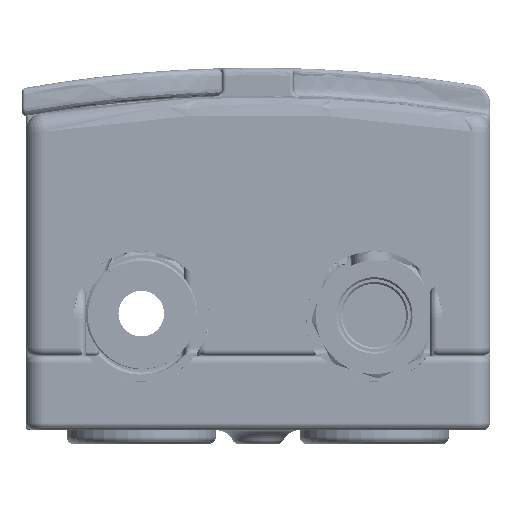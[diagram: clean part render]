
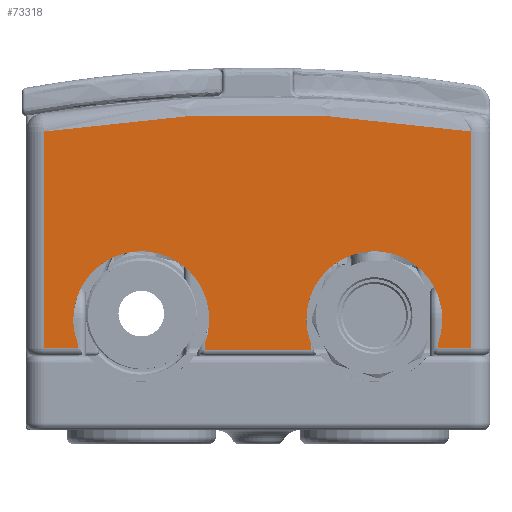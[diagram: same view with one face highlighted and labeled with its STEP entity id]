
A CAD part, left-side view. The second image highlights one B-rep face of the part: STEP entity #73318.
In plain terms, the highlighted face is planar.
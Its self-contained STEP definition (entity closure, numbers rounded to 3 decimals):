
#5687=B_SPLINE_CURVE_WITH_KNOTS('',3,(#140542,#140543,#140544,#140545,#140546,
#140547),.UNSPECIFIED.,.F.,.F.,(4,1,1,4),(-22.996,-16.426,
-9.855,0.),.UNSPECIFIED.);
#8132=CIRCLE('',#78596,36.5);
#8135=CIRCLE('',#78601,36.5);
#13912=FACE_OUTER_BOUND('',#18541,.T.);
#18541=EDGE_LOOP('',(#57922,#57923,#57924,#57925,#57926,#57927,#57928,#57929,
#57930,#57931,#57932,#57933));
#23295=LINE('',#135742,#27790);
#23350=LINE('',#137128,#27845);
#23351=LINE('',#137151,#27846);
#23352=LINE('',#137153,#27847);
#23361=LINE('',#137364,#27856);
#23362=LINE('',#137366,#27857);
#23386=LINE('',#137933,#27881);
#23458=LINE('',#139492,#27953);
#23526=LINE('',#141732,#28021);
#27790=VECTOR('',#90332,1000.);
#27845=VECTOR('',#90547,1000.);
#27846=VECTOR('',#90556,1000.);
#27847=VECTOR('',#90559,1000.);
#27856=VECTOR('',#90596,1000.);
#27857=VECTOR('',#90599,1000.);
#27881=VECTOR('',#90737,1000.);
#27953=VECTOR('',#91015,1000.);
#28021=VECTOR('',#91391,1000.);
#32909=VERTEX_POINT('',#134856);
#32911=VERTEX_POINT('',#134866);
#32937=VERTEX_POINT('',#135097);
#32939=VERTEX_POINT('',#135105);
#33003=VERTEX_POINT('',#135740);
#33110=VERTEX_POINT('',#137124);
#33111=VERTEX_POINT('',#137126);
#33119=VERTEX_POINT('',#137357);
#33122=VERTEX_POINT('',#137362);
#33147=VERTEX_POINT('',#137849);
#33257=VERTEX_POINT('',#139491);
#33267=VERTEX_POINT('',#139784);
#41188=EDGE_CURVE('',#32911,#32909,#8132,.T.);
#41216=EDGE_CURVE('',#32939,#32937,#8135,.T.);
#41299=EDGE_CURVE('',#33003,#32937,#23295,.T.);
#41449=EDGE_CURVE('',#33111,#33110,#23350,.T.);
#41453=EDGE_CURVE('',#32939,#33111,#23351,.T.);
#41454=EDGE_CURVE('',#33110,#32909,#23352,.T.);
#41472=EDGE_CURVE('',#33122,#33119,#23361,.T.);
#41473=EDGE_CURVE('',#32911,#33122,#23362,.T.);
#41544=EDGE_CURVE('',#33147,#33003,#23386,.T.);
#41701=EDGE_CURVE('',#33257,#33147,#23458,.T.);
#41800=EDGE_CURVE('',#33267,#33257,#5687,.T.);
#41896=EDGE_CURVE('',#33119,#33267,#23526,.T.);
#57922=ORIENTED_EDGE('',*,*,#41188,.T.);
#57923=ORIENTED_EDGE('',*,*,#41454,.F.);
#57924=ORIENTED_EDGE('',*,*,#41449,.F.);
#57925=ORIENTED_EDGE('',*,*,#41453,.F.);
#57926=ORIENTED_EDGE('',*,*,#41216,.T.);
#57927=ORIENTED_EDGE('',*,*,#41299,.F.);
#57928=ORIENTED_EDGE('',*,*,#41544,.F.);
#57929=ORIENTED_EDGE('',*,*,#41701,.F.);
#57930=ORIENTED_EDGE('',*,*,#41800,.F.);
#57931=ORIENTED_EDGE('',*,*,#41896,.F.);
#57932=ORIENTED_EDGE('',*,*,#41472,.F.);
#57933=ORIENTED_EDGE('',*,*,#41473,.F.);
#70876=PLANE('',#79084);
#73318=ADVANCED_FACE('',(#13912),#70876,.T.);
#78596=AXIS2_PLACEMENT_3D('',#134867,#90201,#90202);
#78601=AXIS2_PLACEMENT_3D('',#135106,#90217,#90218);
#79084=AXIS2_PLACEMENT_3D('',#142682,#91462,#91463);
#90201=DIRECTION('center_axis',(0.,-1.,0.));
#90202=DIRECTION('ref_axis',(-1.,0.,0.));
#90217=DIRECTION('center_axis',(0.,-1.,0.));
#90218=DIRECTION('ref_axis',(-1.,0.,0.));
#90332=DIRECTION('',(0.,0.,1.));
#90547=DIRECTION('',(1.,0.,0.));
#90556=DIRECTION('',(0.,0.,-1.));
#90559=DIRECTION('',(0.,0.,1.));
#90596=DIRECTION('',(1.,0.,0.));
#90599=DIRECTION('',(0.,0.,-1.));
#90737=DIRECTION('',(1.,0.,0.));
#91015=DIRECTION('',(0.,0.,-1.));
#91391=DIRECTION('',(0.,0.,1.));
#91462=DIRECTION('center_axis',(0.,1.,0.));
#91463=DIRECTION('ref_axis',(0.,0.,
-1.));
#134856=CARTESIAN_POINT('',(153.,394.,53.724));
#134866=CARTESIAN_POINT('',(221.,394.,53.724));
#134867=CARTESIAN_POINT('Origin',(187.,394.,67.));
#135097=CARTESIAN_POINT('',(28.,394.,53.724));
#135105=CARTESIAN_POINT('',(96.,394.,53.724));
#135106=CARTESIAN_POINT('Origin',(62.,394.,67.));
#135740=CARTESIAN_POINT('',(28.,394.,51.5));
#135742=CARTESIAN_POINT('',(28.,394.,87.656));
#137124=CARTESIAN_POINT('',(153.,394.,50.5));
#137126=CARTESIAN_POINT('',(96.,394.,50.5));
#137128=CARTESIAN_POINT('',(124.5,394.,50.5));
#137151=CARTESIAN_POINT('',(96.,394.,77.906));
#137153=CARTESIAN_POINT('',(153.,394.,87.656));
#137357=CARTESIAN_POINT('',(239.,394.,51.5));
#137362=CARTESIAN_POINT('',(221.,394.,51.5));
#137364=CARTESIAN_POINT('',(124.5,394.,51.5));
#137366=CARTESIAN_POINT('',(221.,394.,77.906));
#137849=CARTESIAN_POINT('',(10.,394.,51.5));
#137933=CARTESIAN_POINT('',(124.5,394.,51.5));
#139491=CARTESIAN_POINT('',(10.,394.,167.671));
#139492=CARTESIAN_POINT('',(10.,394.,117.656));
#139784=CARTESIAN_POINT('',(239.,394.,167.671));
#140542=CARTESIAN_POINT('Ctrl Pts',(239.,394.,167.671));
#140543=CARTESIAN_POINT('Ctrl Pts',(217.374,394.,171.128));
#140544=CARTESIAN_POINT('Ctrl Pts',(173.81,394.,176.129));
#140545=CARTESIAN_POINT('Ctrl Pts',(97.091,394.,177.9));
#140546=CARTESIAN_POINT('Ctrl Pts',(42.439,394.,172.857));
#140547=CARTESIAN_POINT('Ctrl Pts',(10.,394.,167.671));
#141732=CARTESIAN_POINT('',(239.,394.,117.656));
#142682=CARTESIAN_POINT('Origin',(124.5,394.,108.311));
